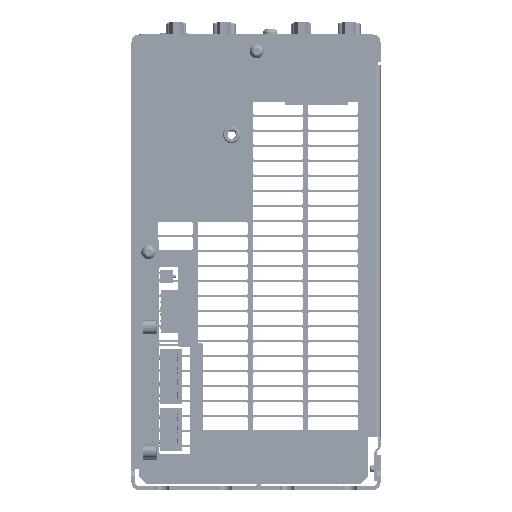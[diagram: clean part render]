
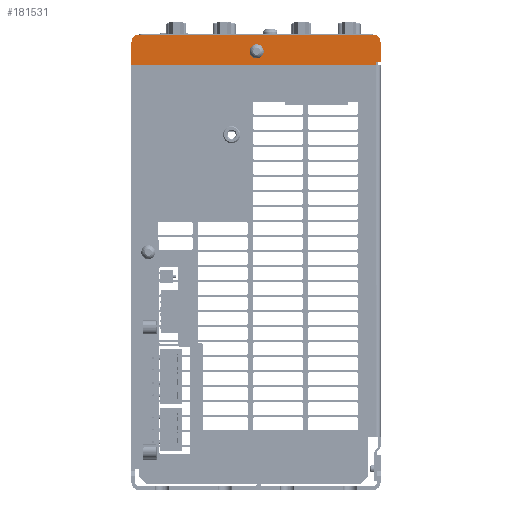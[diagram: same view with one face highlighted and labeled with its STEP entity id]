
A CAD part, front view. The second image highlights one B-rep face of the part: STEP entity #181531.
In plain terms, the highlighted planar face has unit normal (0, -1, 0).
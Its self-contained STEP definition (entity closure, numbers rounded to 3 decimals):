
#48209=DIRECTION('',(1.,0.,0.));
#48210=VECTOR('',#48209,97.5);
#48211=CARTESIAN_POINT('',(0.,0.,-12.25));
#48212=LINE('',#48211,#48210);
#53765=DIRECTION('',(0.,0.,-1.));
#53766=VECTOR('',#53765,8.);
#53767=CARTESIAN_POINT('',(99.5,0.,-3.25));
#53768=LINE('',#53767,#53766);
#53814=DIRECTION('',(1.,0.,0.));
#53815=VECTOR('',#53814,2.);
#53816=CARTESIAN_POINT('',(97.5,0.,-11.25));
#53817=LINE('',#53816,#53815);
#53835=CARTESIAN_POINT('',(96.5,0.,-3.25));
#53836=DIRECTION('',(0.,1.,0.));
#53837=DIRECTION('',(0.,0.,1.));
#53838=AXIS2_PLACEMENT_3D('',#53835,#53836,#53837);
#53843=DIRECTION('',(0.,0.,1.));
#53844=VECTOR('',#53843,9.);
#53845=CARTESIAN_POINT('',(0.,0.,-12.25));
#53846=LINE('',#53845,#53844);
#53850=CARTESIAN_POINT('',(3.,0.,-3.25));
#53851=DIRECTION('',(0.,1.,0.));
#53852=DIRECTION('',(-1.,0.,0.));
#53853=AXIS2_PLACEMENT_3D('',#53850,#53851,#53852);
#53858=DIRECTION('',(1.,0.,0.));
#53859=VECTOR('',#53858,93.5);
#53860=CARTESIAN_POINT('',(3.,0.,
-0.25));
#53861=LINE('',#53860,#53859);
#53865=CARTESIAN_POINT('',(50.,0.,-6.95));
#53866=DIRECTION('',(0.,-1.,0.));
#53867=DIRECTION('',(1.,0.,0.));
#53868=AXIS2_PLACEMENT_3D('',#53865,#53866,#53867);
#53873=CARTESIAN_POINT('',(50.,0.,-6.95));
#53874=DIRECTION('',(0.,-1.,0.));
#53875=DIRECTION('',(-1.,0.,0.));
#53876=AXIS2_PLACEMENT_3D('',#53873,#53874,#53875);
#101517=DIRECTION('',(0.,0.,1.));
#101518=VECTOR('',#101517,1.);
#101519=CARTESIAN_POINT('',(97.5,0.,-12.25));
#101520=LINE('',#101519,#101518);
#157156=CARTESIAN_POINT('',(0.,0.,-3.25));
#157158=VERTEX_POINT('',#157156);
#157178=CARTESIAN_POINT('',(99.5,0.,-3.25));
#157179=VERTEX_POINT('',#157178);
#167638=CARTESIAN_POINT('',(47.2,0.,-6.95));
#167639=VERTEX_POINT('',#167638);
#167640=CARTESIAN_POINT('',(52.8,0.,-6.95));
#167641=VERTEX_POINT('',#167640);
#167754=CARTESIAN_POINT('',(97.5,0.,-11.25));
#167755=CARTESIAN_POINT('',(99.5,0.,-11.25));
#167756=VERTEX_POINT('',#167754);
#167757=VERTEX_POINT('',#167755);
#167758=CARTESIAN_POINT('',(97.5,0.,-12.25));
#167759=VERTEX_POINT('',#167758);
#167780=CARTESIAN_POINT('',(96.5,0.,-0.25));
#167781=VERTEX_POINT('',#167780);
#167782=CARTESIAN_POINT('',(3.,0.,
-0.25));
#167783=VERTEX_POINT('',#167782);
#167784=CARTESIAN_POINT('',(0.,0.,-12.25));
#167785=VERTEX_POINT('',#167784);
#181506=CARTESIAN_POINT('',(49.75,0.,-6.25));
#181507=DIRECTION('',(0.,1.,0.));
#181508=DIRECTION('',(-1.,0.,0.));
#181509=AXIS2_PLACEMENT_3D('',#181506,#181507,#181508);
#181510=PLANE('',#181509);
#181512=ORIENTED_EDGE('',*,*,#181511,.T.);
#181513=ORIENTED_EDGE('',*,*,#181473,.T.);
#181514=ORIENTED_EDGE('',*,*,#181497,.F.);
#181516=ORIENTED_EDGE('',*,*,#181515,.F.);
#181517=ORIENTED_EDGE('',*,*,#178773,.F.);
#181518=ORIENTED_EDGE('',*,*,#178730,.T.);
#181520=ORIENTED_EDGE('',*,*,#181519,.T.);
#181522=ORIENTED_EDGE('',*,*,#181521,.T.);
#181523=EDGE_LOOP('',(#181512,#181513,#181514,#181516,#181517,#181518,#181520,
#181522));
#181524=FACE_OUTER_BOUND('',#181523,.F.);
#181526=ORIENTED_EDGE('',*,*,#181525,.T.);
#181528=ORIENTED_EDGE('',*,*,#181527,.T.);
#181529=EDGE_LOOP('',(#181526,#181528));
#181530=FACE_BOUND('',#181529,.F.);
#181531=ADVANCED_FACE('',(#181524,#181530),#181510,.F.);
#53839=CIRCLE('',#53838,3.);
#53854=CIRCLE('',#53853,3.);
#53869=CIRCLE('',#53868,2.8);
#53877=CIRCLE('',#53876,2.8);
#178730=EDGE_CURVE('',#167785,#157158,#53846,.T.);
#178773=EDGE_CURVE('',#167785,#167759,#48212,.T.);
#181473=EDGE_CURVE('',#157179,#167757,#53768,.T.);
#181497=EDGE_CURVE('',#167756,#167757,#53817,.T.);
#181511=EDGE_CURVE('',#167781,#157179,#53839,.T.);
#181515=EDGE_CURVE('',#167759,#167756,#101520,.T.);
#181519=EDGE_CURVE('',#157158,#167783,#53854,.T.);
#181521=EDGE_CURVE('',#167783,#167781,#53861,.T.);
#181525=EDGE_CURVE('',#167641,#167639,#53869,.T.);
#181527=EDGE_CURVE('',#167639,#167641,#53877,.T.);
